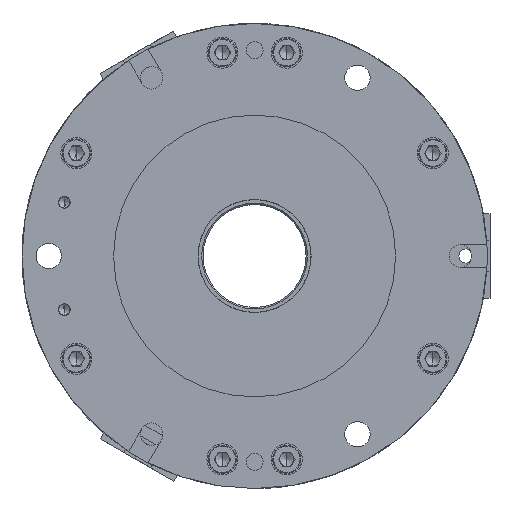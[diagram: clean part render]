
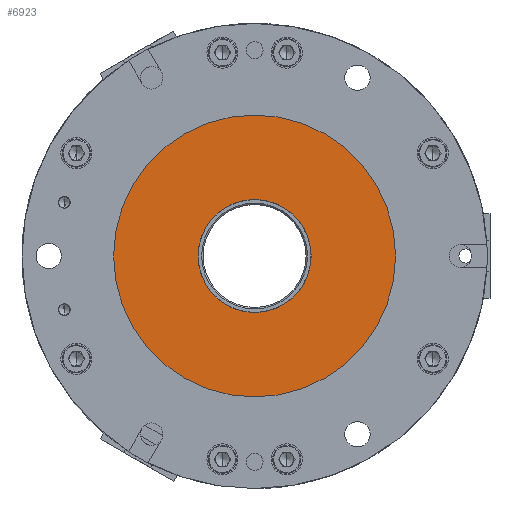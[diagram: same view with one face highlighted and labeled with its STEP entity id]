
A CAD part, front view. The second image highlights one B-rep face of the part: STEP entity #6923.
In plain terms, the highlighted planar face has unit normal (0, -1, 0).
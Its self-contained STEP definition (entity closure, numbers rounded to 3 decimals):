
#5540 = AXIS2_PLACEMENT_3D ( 'NONE', #11849, #11851, #11852 ) ;
#5547 = AXIS2_PLACEMENT_3D ( 'NONE', #12000, #12001, #12002 ) ;
#5981 = CIRCLE ( 'NONE', #5540, 20.05 ) ;
#6039 = CIRCLE ( 'NONE', #5547, 50. ) ;
#6170 = CIRCLE ( 'NONE', #6324, 20.05 ) ;
#6204 = CIRCLE ( 'NONE', #6337, 50. ) ;
#6324 = AXIS2_PLACEMENT_3D ( 'NONE', #12557, #12560, #12561 ) ;
#6337 = AXIS2_PLACEMENT_3D ( 'NONE', #12633, #12642, #12643 ) ;
#6923 = ADVANCED_FACE ( 'NONE', ( #21519, #21531 ), #15351, .T. ) ;
#9660 = VERTEX_POINT ( 'NONE', #16930 ) ;
#9853 = VERTEX_POINT ( 'NONE', #17123 ) ;
#9994 = VERTEX_POINT ( 'NONE', #17264 ) ;
#10127 = VERTEX_POINT ( 'NONE', #17301 ) ;
#10576 = ORIENTED_EDGE ( 'NONE', *, *, #19655, .T. ) ;
#10585 = ORIENTED_EDGE ( 'NONE', *, *, #19781, .T. ) ;
#10591 = ORIENTED_EDGE ( 'NONE', *, *, #19757, .F. ) ;
#10601 = ORIENTED_EDGE ( 'NONE', *, *, #19635, .F. ) ;
#11849 = CARTESIAN_POINT ( 'NONE',  ( 0., -45.5, 0. ) ) ;
#11851 = DIRECTION ( 'NONE',  ( 0., -1., 0. ) ) ;
#11852 = DIRECTION ( 'NONE',  ( 0., 0., -1. ) ) ;
#12000 = CARTESIAN_POINT ( 'NONE',  ( 0., -45.5, 0. ) ) ;
#12001 = DIRECTION ( 'NONE',  ( 0., -1., 0. ) ) ;
#12002 = DIRECTION ( 'NONE',  ( 0., 0., -1. ) ) ;
#12557 = CARTESIAN_POINT ( 'NONE',  ( 0., -45.5, 0. ) ) ;
#12560 = DIRECTION ( 'NONE',  ( 0., -1., 0. ) ) ;
#12561 = DIRECTION ( 'NONE',  ( 0., 0., -1. ) ) ;
#12633 = CARTESIAN_POINT ( 'NONE',  ( 0., -45.5, 0. ) ) ;
#12642 = DIRECTION ( 'NONE',  ( 0., -1., 0. ) ) ;
#12643 = DIRECTION ( 'NONE',  ( 0., 0., -1. ) ) ;
#15350 = CARTESIAN_POINT ( 'NONE',  ( 0., -45.5, 0. ) ) ;
#15351 = PLANE ( 'NONE',  #20747 ) ;
#15352 = DIRECTION ( 'NONE',  ( 0., -1., 0. ) ) ;
#15353 = DIRECTION ( 'NONE',  ( 0., 0., -1. ) ) ;
#16793 = EDGE_LOOP ( 'NONE', ( #10601, #10591 ) ) ;
#16930 = CARTESIAN_POINT ( 'NONE',  ( 0., -45.5, 50. ) ) ;
#17123 = CARTESIAN_POINT ( 'NONE',  ( 0., -45.5, -20.05 ) ) ;
#17264 = CARTESIAN_POINT ( 'NONE',  ( 0., -45.5, -50. ) ) ;
#17301 = CARTESIAN_POINT ( 'NONE',  ( 0., -45.5, 20.05 ) ) ;
#19450 = EDGE_LOOP ( 'NONE', ( #10576, #10585 ) ) ;
#19635 = EDGE_CURVE ( 'NONE', #9853, #10127, #5981, .T. ) ;
#19655 = EDGE_CURVE ( 'NONE', #9994, #9660, #6039, .T. ) ;
#19757 = EDGE_CURVE ( 'NONE', #10127, #9853, #6170, .T. ) ;
#19781 = EDGE_CURVE ( 'NONE', #9660, #9994, #6204, .T. ) ;
#20747 = AXIS2_PLACEMENT_3D ( 'NONE', #15350, #15352, #15353 ) ;
#21519 = FACE_BOUND ( 'NONE', #16793, .T. ) ;
#21531 = FACE_OUTER_BOUND ( 'NONE', #19450, .T. ) ;
